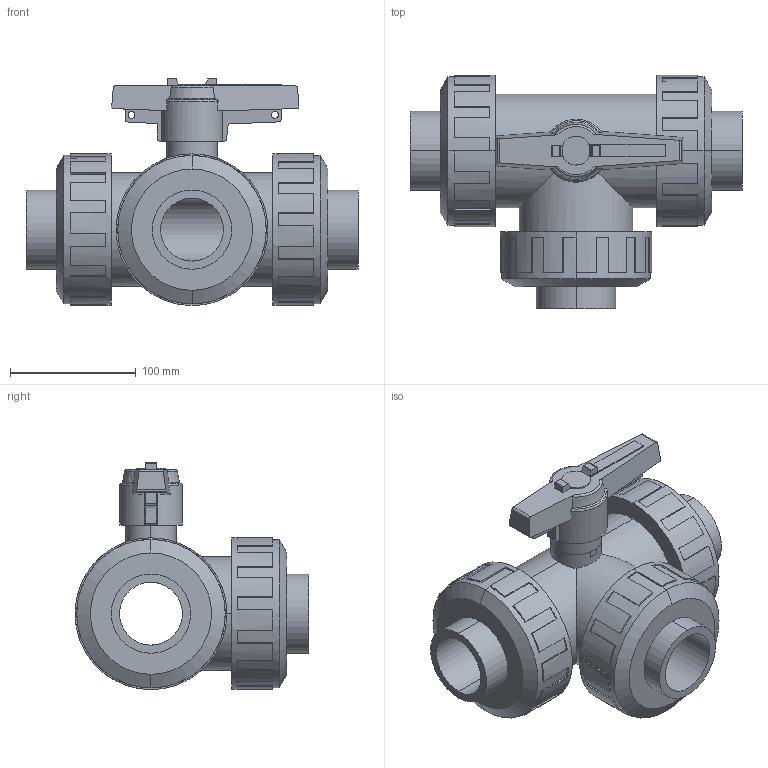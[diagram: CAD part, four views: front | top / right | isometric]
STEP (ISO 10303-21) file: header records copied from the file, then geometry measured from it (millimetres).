
FILE_DESCRIPTION(('STEP AP214'),'1');
FILE_NAME('cctmp_ADC5DCA1-A081-4D9E-8F4E-BDEB05AF3239_2021_10_22_08_39_00_0588..stp','2021-10-22T06:39:00',('Praher Valves GmbH'),('CADClick - www.CADClick.com'),'Spatial InterOp 3D',' ','unknown authorization');
FILE_SCHEMA(('AUTOMOTIVE_DESIGN'));
Length unit declared in the file: millimetre
Products named in the file (1): 124916
Bounding box: 264 x 185.75 x 180.42 mm (x, y, z)
Volume: 2041565.1 mm3; surface area: 330233.7 mm2
Topology: 1 solids, 1 shells, 382 faces, 1065 edges, 702 vertices
Faces by surface type: plane 270, cylinder 86, cone 18, torus 8
Entity records: 15817 total; most frequent: CARTESIAN_POINT 2623, DIRECTION 2170, ORIENTED_EDGE 2130, EDGE_CURVE 1065, AXIS2_PLACEMENT_3D 766, VERTEX_POINT 702, LINE 638, VECTOR 638
